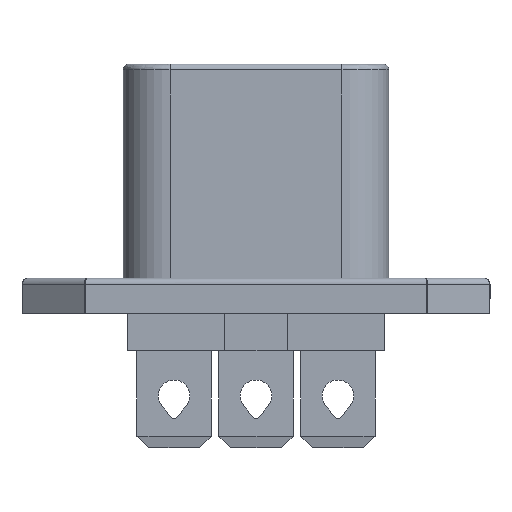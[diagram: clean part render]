
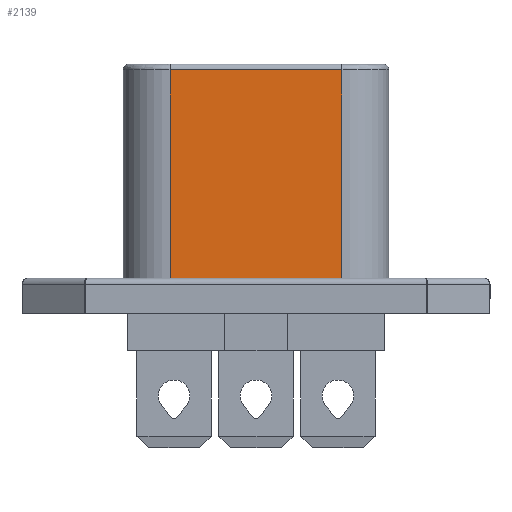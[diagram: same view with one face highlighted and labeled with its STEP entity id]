
A CAD part, front view. The second image highlights one B-rep face of the part: STEP entity #2139.
In plain terms, the highlighted planar face has unit normal (0, -1, 0).
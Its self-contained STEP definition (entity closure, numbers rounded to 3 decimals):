
#98 = ORIENTED_EDGE ( 'NONE', *, *, #1324, .F. ) ;
#100 = ORIENTED_EDGE ( 'NONE', *, *, #1326, .F. ) ;
#102 = ORIENTED_EDGE ( 'NONE', *, *, #1342, .F. ) ;
#119 = ORIENTED_EDGE ( 'NONE', *, *, #1323, .F. ) ;
#1323 = EDGE_CURVE ( 'NONE', #7417, #7333, #9722, .T. ) ;
#1324 = EDGE_CURVE ( 'NONE', #7333, #7215, #9731, .T. ) ;
#1326 = EDGE_CURVE ( 'NONE', #7323, #7417, #9735, .T. ) ;
#1342 = EDGE_CURVE ( 'NONE', #7215, #7323, #9758, .T. ) ;
#2139 = ADVANCED_FACE ( 'NONE', ( #10816 ), #12328, .F. ) ;
#3207 = EDGE_LOOP ( 'NONE', ( #102, #98, #119, #100 ) ) ;
#7215 = VERTEX_POINT ( 'NONE', #14080 ) ;
#7323 = VERTEX_POINT ( 'NONE', #14188 ) ;
#7333 = VERTEX_POINT ( 'NONE', #14198 ) ;
#7417 = VERTEX_POINT ( 'NONE', #14281 ) ;
#7961 = DIRECTION ( 'NONE',  ( -1., 0., 0. ) ) ;
#7963 = CARTESIAN_POINT ( 'NONE',  ( 7.35, -7.8, 21.3 ) ) ;
#7998 = CARTESIAN_POINT ( 'NONE',  ( -7.35, -7.8, 21.3 ) ) ;
#8000 = CARTESIAN_POINT ( 'NONE',  ( -14.594, -7.8, 3. ) ) ;
#8002 = DIRECTION ( 'NONE',  ( 0., 0., 1. ) ) ;
#8004 = DIRECTION ( 'NONE',  ( 0., 0., -1. ) ) ;
#8227 = DIRECTION ( 'NONE',  ( 1., 0., 0. ) ) ;
#8229 = CARTESIAN_POINT ( 'NONE',  ( -7.35, -7.8, 20.8 ) ) ;
#9722 = LINE ( 'NONE', #8000, #9732 ) ;
#9731 = LINE ( 'NONE', #7998, #9734 ) ;
#9732 = VECTOR ( 'NONE', #7961, 1000. ) ;
#9734 = VECTOR ( 'NONE', #8002, 1000. ) ;
#9735 = LINE ( 'NONE', #7963, #9737 ) ;
#9737 = VECTOR ( 'NONE', #8004, 1000. ) ;
#9758 = LINE ( 'NONE', #8229, #9760 ) ;
#9760 = VECTOR ( 'NONE', #8227, 1000. ) ;
#10816 = FACE_OUTER_BOUND ( 'NONE', #3207, .T. ) ;
#12328 = PLANE ( 'NONE',  #12573 ) ;
#12330 = CARTESIAN_POINT ( 'NONE',  ( -7.35, -7.8, 21.3 ) ) ;
#12335 = DIRECTION ( 'NONE',  ( 0., 1., 0. ) ) ;
#12336 = DIRECTION ( 'NONE',  ( 0., 0., 1. ) ) ;
#12573 = AXIS2_PLACEMENT_3D ( 'NONE', #12330, #12335, #12336 ) ;
#14080 = CARTESIAN_POINT ( 'NONE',  ( -7.35, -7.8, 20.8 ) ) ;
#14188 = CARTESIAN_POINT ( 'NONE',  ( 7.35, -7.8, 20.8 ) ) ;
#14198 = CARTESIAN_POINT ( 'NONE',  ( -7.35, -7.8, 3. ) ) ;
#14281 = CARTESIAN_POINT ( 'NONE',  ( 7.35, -7.8, 3. ) ) ;
